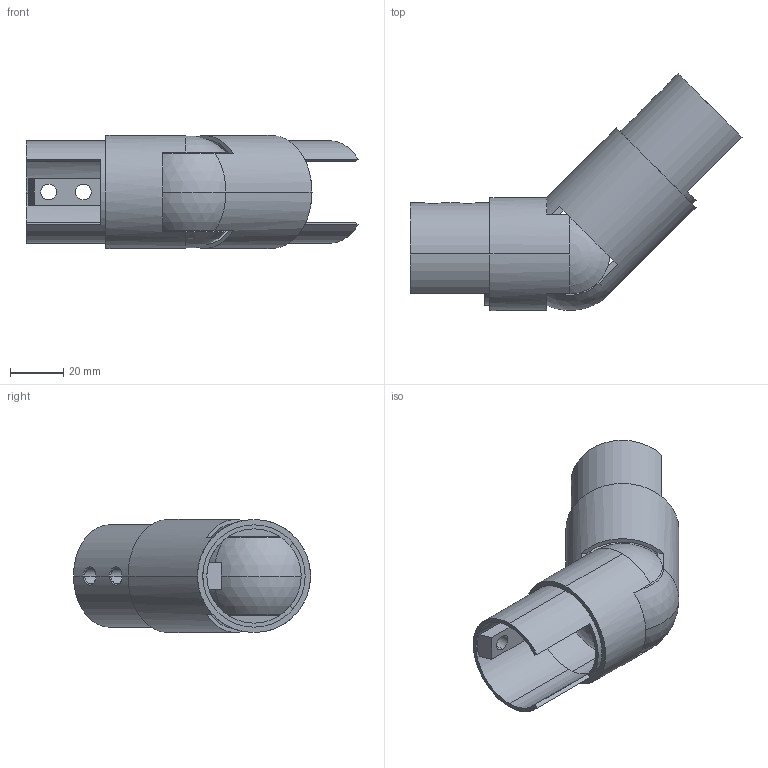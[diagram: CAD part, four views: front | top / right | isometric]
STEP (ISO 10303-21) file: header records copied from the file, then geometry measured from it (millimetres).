
FILE_DESCRIPTION (( 'STEP AP203' ), '1' );
FILE_NAME ('3D_GN6024_42.4_188461700.STEP', '2024-11-14T11:31:58', ( '' ), ( '' ), 'SwSTEP 2.0', 'SolidWorks 2023', '' );
FILE_SCHEMA (( 'CONFIG_CONTROL_DESIGN' ));
Length unit declared in the file: millimetre
Products named in the file (1): 3D_GN6024_42.4_188461700
Bounding box: 124.56 x 88.94 x 42.4 mm (x, y, z)
Volume: 51085 mm3; surface area: 36465.2 mm2
Topology: 1 solids, 1 shells, 76 faces, 235 edges, 153 vertices
Faces by surface type: plane 36, cylinder 28, bspline 8, sphere 4
Entity records: 8096 total; most frequent: CARTESIAN_POINT 5945, ORIENTED_EDGE 466, DIRECTION 411, EDGE_CURVE 233, VERTEX_POINT 153, AXIS2_PLACEMENT_3D 153, VECTOR 105, LINE 105
